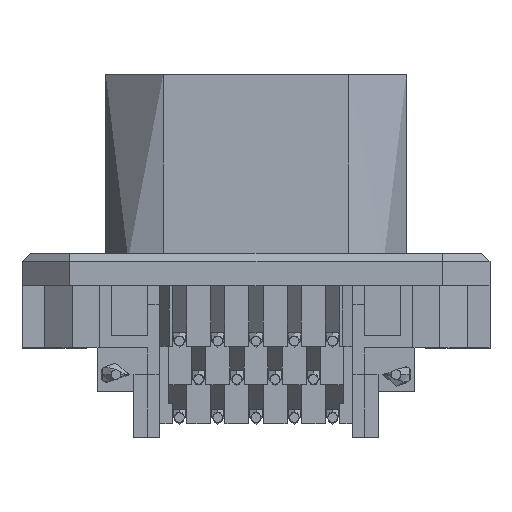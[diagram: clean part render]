
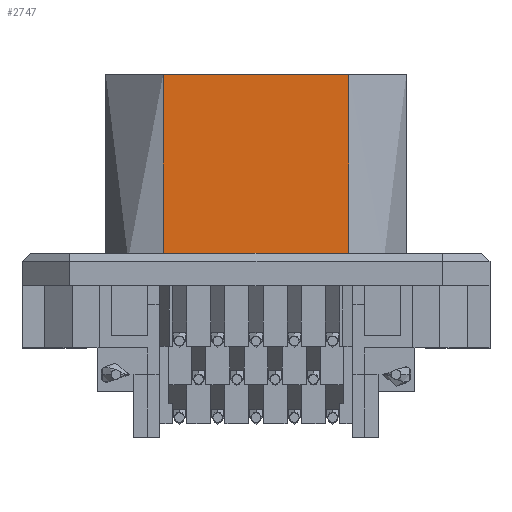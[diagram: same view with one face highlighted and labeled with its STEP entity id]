
A CAD part, top view. The second image highlights one B-rep face of the part: STEP entity #2747.
In plain terms, the highlighted planar face has unit normal (0, 0, 1).
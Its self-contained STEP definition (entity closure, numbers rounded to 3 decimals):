
#1805=CARTESIAN_POINT('',(9.603,-1.089,11.682));
#1806=VERTEX_POINT('',#1805);
#1819=CARTESIAN_POINT('',(-9.603,-1.089,11.682));
#1820=VERTEX_POINT('',#1819);
#1821=CARTESIAN_POINT('',(9.603,-1.089,11.682));
#1822=CARTESIAN_POINT('',(5.762,-1.089,11.682));
#1823=CARTESIAN_POINT('',(1.921,-1.089,11.682));
#1824=CARTESIAN_POINT('',(-1.921,-1.089,11.682));
#1825=CARTESIAN_POINT('',(-5.762,-1.089,11.682));
#1826=CARTESIAN_POINT('',(-9.603,-1.089,11.682));
#1827=B_SPLINE_CURVE_WITH_KNOTS('',5,(#1821,#1822,#1823,#1824,#1825,#1826),.UNSPECIFIED.,.F.,.U.,(6,6),(0.,19.4),.UNSPECIFIED.);
#1828=EDGE_CURVE('',#1806,#1820,#1827,.T.);
#2684=CARTESIAN_POINT('',(9.603,18.76,11.682));
#2685=VERTEX_POINT('',#2684);
#2704=CARTESIAN_POINT('',(9.603,18.76,11.682));
#2705=CARTESIAN_POINT('',(9.603,14.79,11.682));
#2706=CARTESIAN_POINT('',(9.603,10.82,11.682));
#2707=CARTESIAN_POINT('',(9.603,6.85,11.682));
#2708=CARTESIAN_POINT('',(9.603,2.88,11.682));
#2709=CARTESIAN_POINT('',(9.603,-1.089,11.682));
#2710=B_SPLINE_CURVE_WITH_KNOTS('',5,(#2704,#2705,#2706,#2707,#2708,#2709),.UNSPECIFIED.,.F.,.U.,(6,6),(0.,20.05),.UNSPECIFIED.);
#2711=EDGE_CURVE('',#2685,#1806,#2710,.T.);
#2718=CARTESIAN_POINT('',(0.,8.835,11.682));
#2719=DIRECTION('',(-1.,0.,0.));
#2720=DIRECTION('',(0.,0.,1.));
#2721=AXIS2_PLACEMENT_3D('',#2718,#2720,#2719);
#2722=PLANE('',#2721);
#2723=ORIENTED_EDGE('',*,*,#2711,.F.);
#2724=CARTESIAN_POINT('',(-9.603,18.76,11.682));
#2725=VERTEX_POINT('',#2724);
#2726=CARTESIAN_POINT('',(9.603,18.76,11.682));
#2727=CARTESIAN_POINT('',(5.762,18.76,11.682));
#2728=CARTESIAN_POINT('',(1.921,18.76,11.682));
#2729=CARTESIAN_POINT('',(-1.921,18.76,11.682));
#2730=CARTESIAN_POINT('',(-5.762,18.76,11.682));
#2731=CARTESIAN_POINT('',(-9.603,18.76,11.682));
#2732=B_SPLINE_CURVE_WITH_KNOTS('',5,(#2726,#2727,#2728,#2729,#2730,#2731),.UNSPECIFIED.,.F.,.U.,(6,6),(0.,19.4),.UNSPECIFIED.);
#2733=EDGE_CURVE('',#2685,#2725,#2732,.T.);
#2734=ORIENTED_EDGE('',*,*,#2733,.T.);
#2735=CARTESIAN_POINT('',(-9.603,18.76,11.682));
#2736=CARTESIAN_POINT('',(-9.603,14.79,11.682));
#2737=CARTESIAN_POINT('',(-9.603,10.82,11.682));
#2738=CARTESIAN_POINT('',(-9.603,6.85,11.682));
#2739=CARTESIAN_POINT('',(-9.603,2.88,11.682));
#2740=CARTESIAN_POINT('',(-9.603,-1.089,11.682));
#2741=B_SPLINE_CURVE_WITH_KNOTS('',5,(#2735,#2736,#2737,#2738,#2739,#2740),.UNSPECIFIED.,.F.,.U.,(6,6),(0.,20.05),.UNSPECIFIED.);
#2742=EDGE_CURVE('',#2725,#1820,#2741,.T.);
#2743=ORIENTED_EDGE('',*,*,#2742,.T.);
#2744=ORIENTED_EDGE('',*,*,#1828,.F.);
#2745=EDGE_LOOP('',(#2723,#2734,#2743,#2744));
#2746=FACE_OUTER_BOUND('',#2745,.T.);
#2747=ADVANCED_FACE('',(#2746),#2722,.T.);
